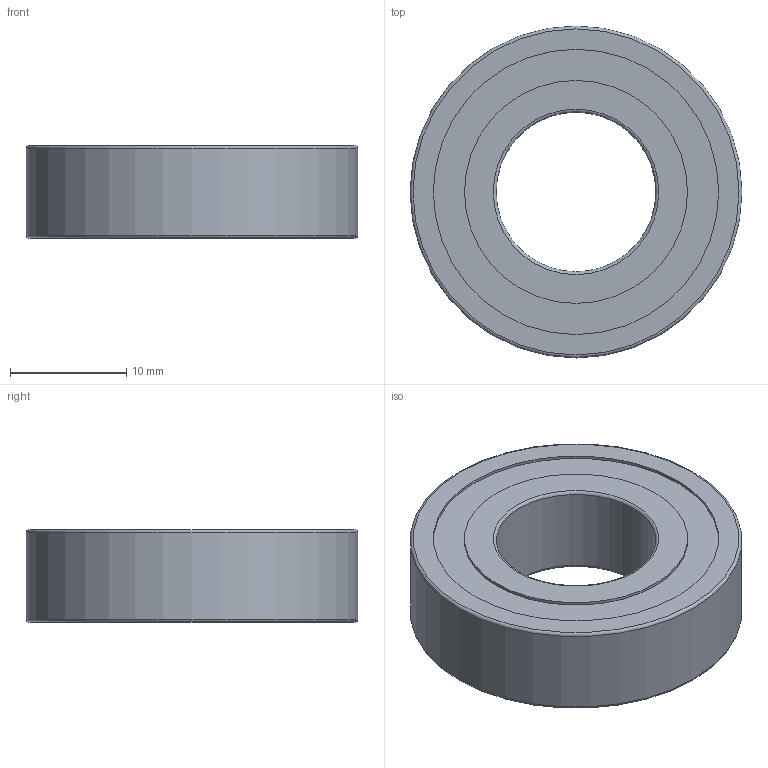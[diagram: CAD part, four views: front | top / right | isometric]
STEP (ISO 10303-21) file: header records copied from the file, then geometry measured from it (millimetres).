
FILE_DESCRIPTION(/* description */ ('STEP AP203'),/* implementation_level */ '2;1');
FILE_NAME(/* name */ 'Bearing 0.5in_MIR3.ipt.step',/* time_stamp */ '2020-04-16T23:22:29-04:00',/* author */ ('IFMI-VEX04'),/* organization */ (''),/* preprocessor_version */ 'ST-DEVELOPER v17',/* originating_system */ 'Autodesk Inventor 2019',/* authorisation */ '');
FILE_SCHEMA (('AUTOMOTIVE_DESIGN { 1 0 10303 214 3 1 1 }'));
Length unit declared in the file: millimetre
Products named in the file (1): Bearing 0.5in_MIR3
Bounding box: 28.57 x 28.57 x 7.94 mm (x, y, z)
Volume: 3815.8 mm3; surface area: 2081.3 mm2
Topology: 1 solids, 1 shells, 16 faces, 42 edges, 32 vertices
Faces by surface type: cylinder 6, plane 6, torus 4
Full cylindrical faces by diameter (mm): 13.75 x1, 19.204 x2, 24.575 x2, 28.575 x1
Entity records: 597 total; most frequent: DIRECTION 112, CARTESIAN_POINT 91, ORIENTED_EDGE 84, AXIS2_PLACEMENT_3D 53, EDGE_CURVE 42, CIRCLE 36, VERTEX_POINT 32, EDGE_LOOP 22
